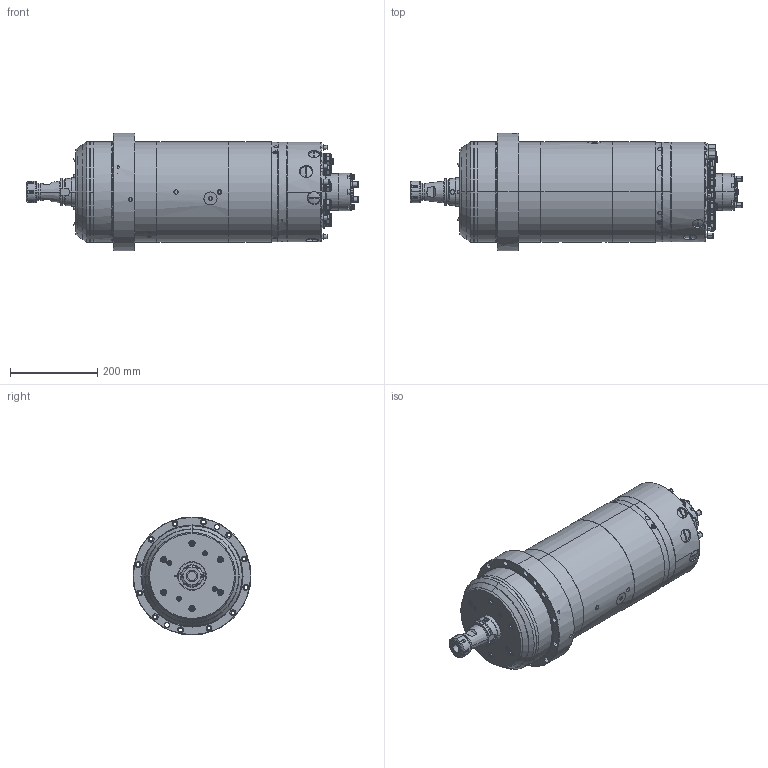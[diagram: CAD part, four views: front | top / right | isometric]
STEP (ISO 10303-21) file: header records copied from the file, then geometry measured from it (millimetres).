
FILE_DESCRIPTION (( 'STEP AP203' ), '1' );
FILE_NAME ('230AI18FKS-00-.STEP', '2015-09-24T07:11:11', ( '' ), ( '' ), 'SwSTEP 2.0', 'SolidWorks 2014', '' );
FILE_SCHEMA (( 'CONFIG_CONTROL_DESIGN' ));
Length unit declared in the file: millimetre
Products named in the file (1): 230AI18FKS-00-
Bounding box: 760.13 x 270 x 270 mm (x, y, z)
Surface area: 781810.6 mm2 (no closed solid volume)
Topology: 0 solids, 195 shells, 1808 faces, 5593 edges, 3945 vertices
Faces by surface type: cylinder 801, plane 648, cone 184, torus 141, sphere 22, bspline 12
Entity records: 67518 total; most frequent: CARTESIAN_POINT 16435, DIRECTION 11703, ORIENTED_EDGE 8857, EDGE_CURVE 5537, AXIS2_PLACEMENT_3D 4674, VERTEX_POINT 3927, CIRCLE 2877, LINE 2355
